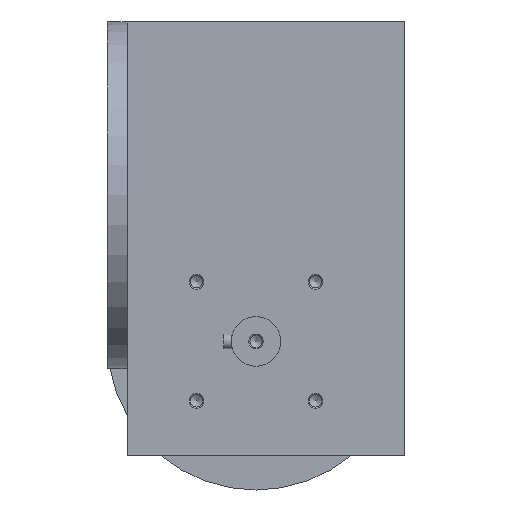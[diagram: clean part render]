
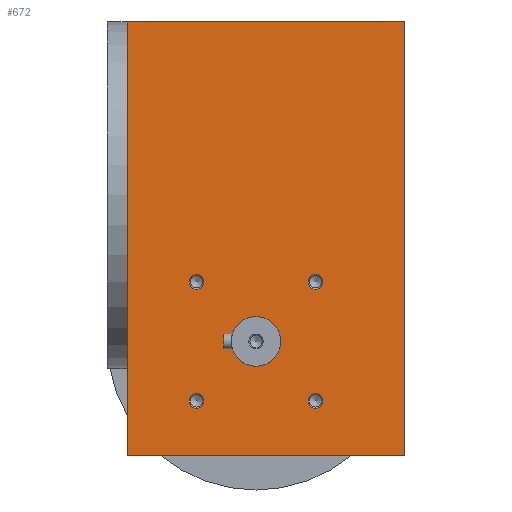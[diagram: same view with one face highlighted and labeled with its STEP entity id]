
A CAD part, left-side view. The second image highlights one B-rep face of the part: STEP entity #672.
In plain terms, the highlighted planar face has unit normal (-1, 0, 0).
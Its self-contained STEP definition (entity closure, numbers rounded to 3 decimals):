
#672 = ADVANCED_FACE( '', ( #1534, #1535, #1536, #1537, #1538, #1539 ), #1540, .F. );
#1534 = FACE_BOUND( '', #2612, .T. );
#1535 = FACE_BOUND( '', #2613, .T. );
#1536 = FACE_BOUND( '', #2614, .T. );
#1537 = FACE_BOUND( '', #2615, .T. );
#1538 = FACE_BOUND( '', #2616, .T. );
#1539 = FACE_OUTER_BOUND( '', #2617, .T. );
#1540 = PLANE( '', #2618 );
#2612 = EDGE_LOOP( '', ( #4299 ) );
#2613 = EDGE_LOOP( '', ( #4300 ) );
#2614 = EDGE_LOOP( '', ( #4301 ) );
#2615 = EDGE_LOOP( '', ( #4302 ) );
#2616 = EDGE_LOOP( '', ( #4303 ) );
#2617 = EDGE_LOOP( '', ( #4304, #4305, #4306, #4307, #4308 ) );
#2618 = AXIS2_PLACEMENT_3D( '', #4309, #4310, #4311 );
#4299 = ORIENTED_EDGE( '', *, *, #6023, .F. );
#4300 = ORIENTED_EDGE( '', *, *, #5833, .F. );
#4301 = ORIENTED_EDGE( '', *, *, #5965, .F. );
#4302 = ORIENTED_EDGE( '', *, *, #6024, .F. );
#4303 = ORIENTED_EDGE( '', *, *, #5974, .T. );
#4304 = ORIENTED_EDGE( '', *, *, #5511, .T. );
#4305 = ORIENTED_EDGE( '', *, *, #5714, .F. );
#4306 = ORIENTED_EDGE( '', *, *, #5572, .F. );
#4307 = ORIENTED_EDGE( '', *, *, #5615, .T. );
#4308 = ORIENTED_EDGE( '', *, *, #6025, .T. );
#4309 = CARTESIAN_POINT( '', ( -70., 56., 87.5 ) );
#4310 = DIRECTION( '', ( 1., 0., 0. ) );
#4311 = DIRECTION( '', ( 0., 0., -1. ) );
#5511 = EDGE_CURVE( '', #6431, #6432, #6433, .T. );
#5572 = EDGE_CURVE( '', #6532, #6533, #6534, .T. );
#5615 = EDGE_CURVE( '', #6532, #6364, #6599, .T. );
#5714 = EDGE_CURVE( '', #6533, #6432, #6765, .T. );
#5833 = EDGE_CURVE( '', #6959, #6959, #6960, .T. );
#5965 = EDGE_CURVE( '', #7150, #7150, #7151, .T. );
#5974 = EDGE_CURVE( '', #7163, #7163, #7164, .T. );
#6023 = EDGE_CURVE( '', #7230, #7230, #7231, .T. );
#6024 = EDGE_CURVE( '', #7232, #7232, #7233, .T. );
#6025 = EDGE_CURVE( '', #6364, #6431, #7234, .T. );
#6364 = VERTEX_POINT( '', #7636 );
#6431 = VERTEX_POINT( '', #7722 );
#6432 = VERTEX_POINT( '', #7723 );
#6433 = LINE( '', #7724, #7725 );
#6532 = VERTEX_POINT( '', #7850 );
#6533 = VERTEX_POINT( '', #7851 );
#6534 = LINE( '', #7852, #7853 );
#6599 = LINE( '', #7940, #7941 );
#6765 = LINE( '', #8178, #8179 );
#6959 = VERTEX_POINT( '', #8445 );
#6960 = CIRCLE( '', #8446, 3. );
#7150 = VERTEX_POINT( '', #8717 );
#7151 = CIRCLE( '', #8718, 3. );
#7163 = VERTEX_POINT( '', #8734 );
#7164 = CIRCLE( '', #8735, 10. );
#7230 = VERTEX_POINT( '', #8822 );
#7231 = CIRCLE( '', #8823, 3. );
#7232 = VERTEX_POINT( '', #8824 );
#7233 = CIRCLE( '', #8825, 3. );
#7234 = LINE( '', #8826, #8827 );
#7636 = CARTESIAN_POINT( '', ( -70., 56., 17.5 ) );
#7722 = CARTESIAN_POINT( '', ( -70., 56., -87.5 ) );
#7723 = CARTESIAN_POINT( '', ( -70., -56., -87.5 ) );
#7724 = CARTESIAN_POINT( '', ( -70., 56., -87.5 ) );
#7725 = VECTOR( '', #9353, 1000. );
#7850 = CARTESIAN_POINT( '', ( -70., 56., 87.5 ) );
#7851 = CARTESIAN_POINT( '', ( -70., -56., 87.5 ) );
#7852 = CARTESIAN_POINT( '', ( -70., 56., 87.5 ) );
#7853 = VECTOR( '', #9431, 1000. );
#7940 = CARTESIAN_POINT( '', ( -70., 56., 87.5 ) );
#7941 = VECTOR( '', #9475, 1000. );
#8178 = CARTESIAN_POINT( '', ( -70., -56., 87.5 ) );
#8179 = VECTOR( '', #9615, 1000. );
#8445 = CARTESIAN_POINT( '', ( -70., 28.042, -62.542 ) );
#8446 = AXIS2_PLACEMENT_3D( '', #9754, #9755, #9756 );
#8717 = CARTESIAN_POINT( '', ( -70., -20.042, -62.542 ) );
#8718 = AXIS2_PLACEMENT_3D( '', #9912, #9913, #9914 );
#8734 = CARTESIAN_POINT( '', ( -70., 4., -51.5 ) );
#8735 = AXIS2_PLACEMENT_3D( '', #9922, #9923, #9924 );
#8822 = CARTESIAN_POINT( '', ( -70., -20.042, -14.458 ) );
#8823 = AXIS2_PLACEMENT_3D( '', #9964, #9965, #9966 );
#8824 = CARTESIAN_POINT( '', ( -70., 28.042, -14.458 ) );
#8825 = AXIS2_PLACEMENT_3D( '', #9967, #9968, #9969 );
#8826 = CARTESIAN_POINT( '', ( -70., 56., 87.5 ) );
#8827 = VECTOR( '', #9970, 1000. );
#9353 = DIRECTION( '', ( 0., -1., 0. ) );
#9431 = DIRECTION( '', ( 0., -1., 0. ) );
#9475 = DIRECTION( '', ( 0., 0., -1. ) );
#9615 = DIRECTION( '', ( 0., 0., -1. ) );
#9754 = CARTESIAN_POINT( '', ( -70., 28.042, -65.542 ) );
#9755 = DIRECTION( '', ( -1., 0., 0. ) );
#9756 = DIRECTION( '', ( 0., 0., 1. ) );
#9912 = CARTESIAN_POINT( '', ( -70., -20.042, -65.542 ) );
#9913 = DIRECTION( '', ( -1., 0., 0. ) );
#9914 = DIRECTION( '', ( 0., 0., 1. ) );
#9922 = CARTESIAN_POINT( '', ( -70., 4., -41.5 ) );
#9923 = DIRECTION( '', ( 1., 0., 0. ) );
#9924 = DIRECTION( '', ( 0., 0., -1. ) );
#9964 = CARTESIAN_POINT( '', ( -70., -20.042, -17.458 ) );
#9965 = DIRECTION( '', ( -1., 0., 0. ) );
#9966 = DIRECTION( '', ( 0., 0., 1. ) );
#9967 = CARTESIAN_POINT( '', ( -70., 28.042, -17.458 ) );
#9968 = DIRECTION( '', ( -1., 0., 0. ) );
#9969 = DIRECTION( '', ( 0., 0., 1. ) );
#9970 = DIRECTION( '', ( 0., 0., -1. ) );
